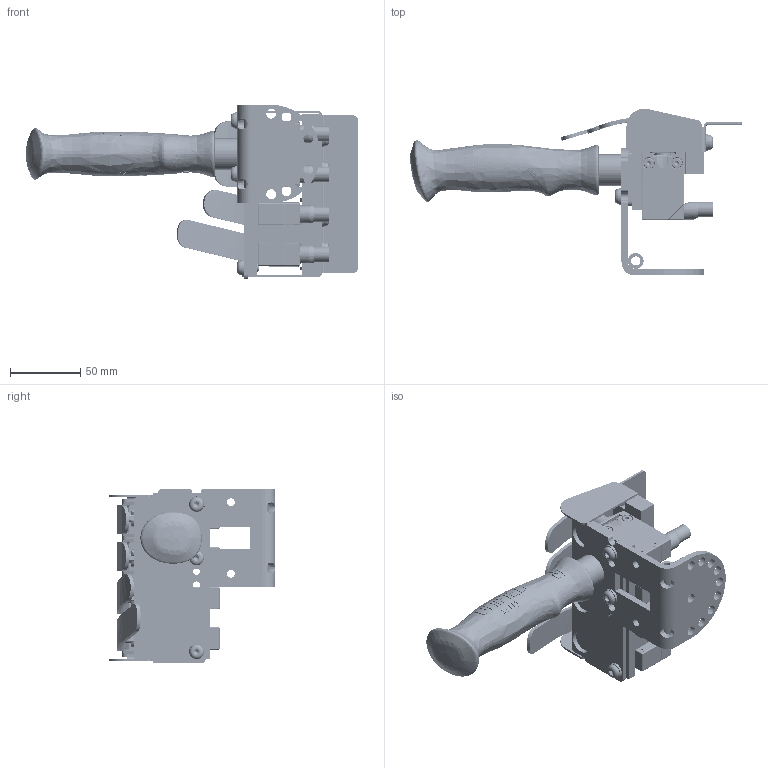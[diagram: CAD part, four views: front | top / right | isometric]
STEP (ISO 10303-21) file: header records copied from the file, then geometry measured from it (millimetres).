
FILE_DESCRIPTION(/* description */ ('ELECTRIC FOUR BUTTON HANDLE ASSEMBLY RH FOR UP/DN'),/* implementation_level */ '2;1');
FILE_NAME(/* name */ '79706.stp',/* time_stamp */ '2021-08-19T14:19:01-04:00',/* author */ ('mnhhw'),/* organization */ (''),/* preprocessor_version */ 'ST-DEVELOPER v17',/* originating_system */ 'Autodesk Inventor 2019',/* authorisation */ '');
FILE_SCHEMA (('AUTOMOTIVE_DESIGN { 1 0 10303 214 3 1 1 }'));
Products named in the file (36): 79706; 79657; 79667; 79666; 99110; 79675; 79641; 79708; 79709; switch_zcmd21m12; switch_zcmd21m12 1; switch_zcmd21m12 2; switch_zcmd21m12 3; switch_zcmd21m12 4; switch_zce02; switch_zce02 1; switch_zce02 2; switch_zce02 3; switch_zce02 4; switch_zce02 5; switch_zce02 6; switch_zce02 7; switch_zce02 8; switch_zce02 9; switch_zce02 10; switch_zce02 11; 79650; 79651; 79651_1; 79653 ; 79655; 79646; 52495; 51939; 52084; 50619
Assembly tree (58 placements, depth 4):
  79706
    79657
      79667
      79666
      99110
      79675  x2
    79641
    79708  x2
    79709  x4
      switch_zcmd21m12
        switch_zcmd21m12 1
        switch_zcmd21m12 2
        switch_zcmd21m12 3
        switch_zcmd21m12 4
      switch_zce02
        switch_zce02 1
        switch_zce02 2
        switch_zce02 3
        switch_zce02 4
        switch_zce02 5
        switch_zce02 6
        switch_zce02 7
        switch_zce02 8
        switch_zce02 9
        switch_zce02 10
        switch_zce02 11
    79650
    79651
    79651_1
    79653 
    79655
    79646
    52495  x7
    51939  x4
    52084  x3
    50619  x8
Bounding box: 236.01 x 118.24 x 123.92 mm (x, y, z)
Volume: 389272.2 mm3; surface area: 211139.1 mm2
Topology: 96 solids, 96 shells, 3257 faces, 8558 edges, 5551 vertices
Faces by surface type: plane 1323, cylinder 800, bspline 572, cone 228, torus 218, sphere 116
Full cylindrical faces by diameter (mm): 0.8 x8, 1.5 x20, 1.55 x8, 2.53 x8, 2.62 x4, 2.9 x4, 3.251 x4, 3.5 x4, 3.65 x4, 4 x8, 4.25 x12, 4.762 x5, 4.928 x8, 4.953 x8, 5.25 x4, 5.4 x4, 5.512 x2, 6 x7, 6.35 x12, 6.604 x2, 6.985 x10, 7 x12, 7.13 x4, 8.08 x8, 8.15 x16, 8.68 x12, 9.25 x4, 9.48 x4, 9.5 x4, 9.63 x4
Entity records: 76748 total; most frequent: CARTESIAN_POINT 42855, ORIENTED_EDGE 7418, DIRECTION 5839, EDGE_CURVE 3709, VERTEX_POINT 2457, AXIS2_PLACEMENT_3D 2181, EDGE_LOOP 1556, LINE 1477
